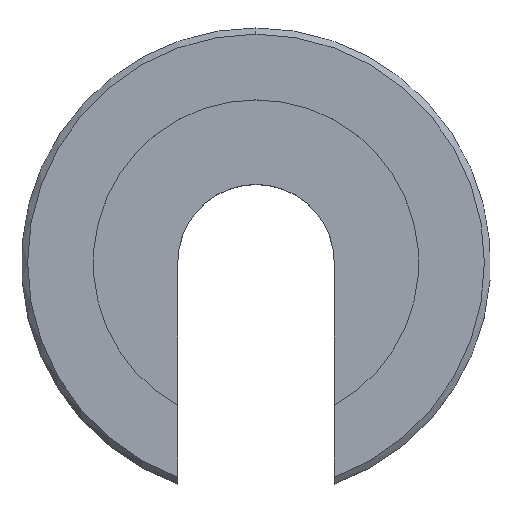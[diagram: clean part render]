
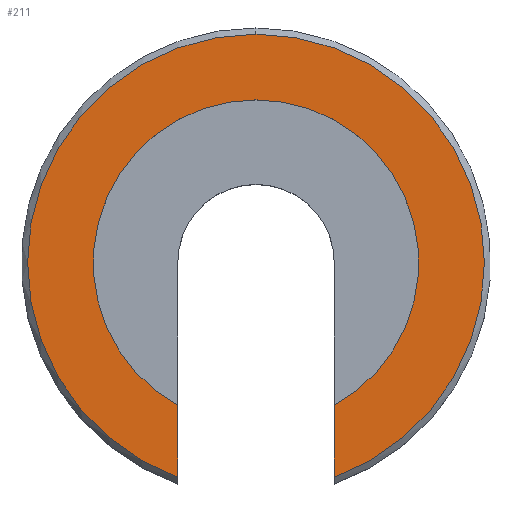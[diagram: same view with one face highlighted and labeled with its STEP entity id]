
A CAD part, top view. The second image highlights one B-rep face of the part: STEP entity #211.
In plain terms, the highlighted planar face has unit normal (0, 0, 1).
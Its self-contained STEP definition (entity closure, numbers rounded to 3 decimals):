
#99=VERTEX_POINT('',#258);
#117=EDGE_CURVE('',#213,#147,#280,.T.);
#121=EDGE_CURVE('',#147,#99,#284,.T.);
#127=EDGE_CURVE('',#233,#167,#291,.T.);
#137=EDGE_CURVE('',#213,#209,#301,.T.);
#147=VERTEX_POINT('',#313);
#163=EDGE_CURVE('',#167,#99,#329,.T.);
#167=VERTEX_POINT('',#333);
#179=EDGE_CURVE('',#209,#233,#345,.T.);
#209=VERTEX_POINT('',#377);
#211=ADVANCED_FACE('',(#379),#380,.T.);
#213=VERTEX_POINT('',#382);
#233=VERTEX_POINT('',#405);
#258=CARTESIAN_POINT('',(12.5,-34.293,16.0));
#280=CIRCLE('',#444,36.5);
#284=CIRCLE('',#451,36.5);
#291=CIRCLE('',#461,26.0);
#301=LINE('',#486,#487);
#313=CARTESIAN_POINT('',(0.,36.5,16.0));
#329=LINE('',#523,#524);
#333=CARTESIAN_POINT('',(12.5,-22.798,16.0));
#345=CIRCLE('',#557,26.0);
#377=CARTESIAN_POINT('',(-12.5,-22.798,16.0));
#379=FACE_OUTER_BOUND('',#609,.T.);
#380=PLANE('',#610);
#382=CARTESIAN_POINT('',(-12.5,-34.293,16.0));
#405=CARTESIAN_POINT('',(0.,26.0,16.0));
#444=AXIS2_PLACEMENT_3D('',#703,#704,#705);
#451=AXIS2_PLACEMENT_3D('',#707,#708,#709);
#461=AXIS2_PLACEMENT_3D('',#720,#721,#722);
#486=CARTESIAN_POINT('',(-12.5,-3.125,16.0));
#487=VECTOR('',#730,1.0);
#523=CARTESIAN_POINT('',(12.5,15.625,16.0));
#524=VECTOR('',#757,1.0);
#557=AXIS2_PLACEMENT_3D('',#761,#762,#763);
#609=EDGE_LOOP('',(#795,#796,#797,#798,#799,#800));
#610=AXIS2_PLACEMENT_3D('',#801,#802,#803);
#703=CARTESIAN_POINT('',(0.,0.0,16.0));
#704=DIRECTION('',(0.0,0.0,-1.0));
#705=DIRECTION('',(0.,1.0,0.0));
#707=CARTESIAN_POINT('',(0.,0.0,16.0));
#708=DIRECTION('',(0.0,0.0,-1.0));
#709=DIRECTION('',(0.,1.0,0.0));
#720=CARTESIAN_POINT('',(0.,0.0,16.0));
#721=DIRECTION('',(0.0,0.0,-1.0));
#722=DIRECTION('',(0.,1.0,0.0));
#730=DIRECTION('',(0.,1.0,0.0));
#757=DIRECTION('',(0.,-1.0,0.0));
#761=CARTESIAN_POINT('',(0.,0.0,16.0));
#762=DIRECTION('',(0.0,0.0,-1.0));
#763=DIRECTION('',(0.,1.0,0.0));
#795=ORIENTED_EDGE('',*,*,#163,.T.);
#796=ORIENTED_EDGE('',*,*,#121,.F.);
#797=ORIENTED_EDGE('',*,*,#117,.F.);
#798=ORIENTED_EDGE('',*,*,#137,.T.);
#799=ORIENTED_EDGE('',*,*,#179,.T.);
#800=ORIENTED_EDGE('',*,*,#127,.T.);
#801=CARTESIAN_POINT('',(0.,31.25,16.0));
#802=DIRECTION('',(0.0,-0.0,1.0));
#803=DIRECTION('',(0.,1.0,0.0));
